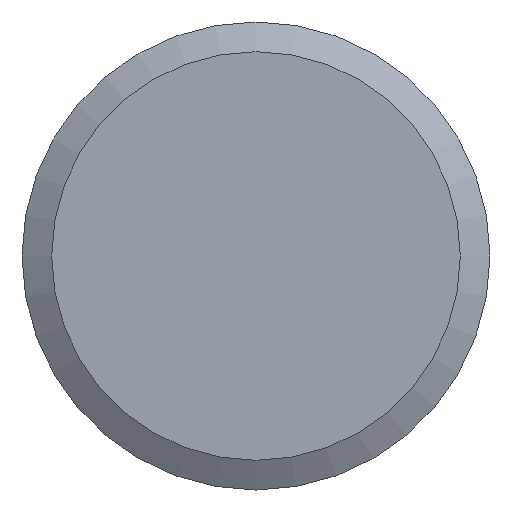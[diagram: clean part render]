
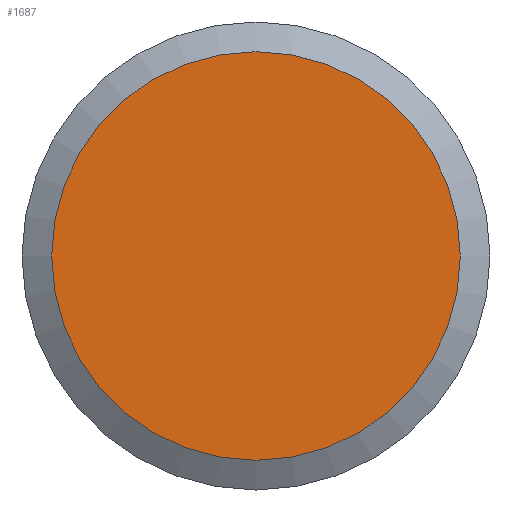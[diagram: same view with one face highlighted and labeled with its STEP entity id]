
A CAD part, front view. The second image highlights one B-rep face of the part: STEP entity #1687.
In plain terms, the highlighted planar face has unit normal (0, -1, 0).
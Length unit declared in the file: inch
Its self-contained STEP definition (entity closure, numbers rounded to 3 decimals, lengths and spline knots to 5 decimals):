
#23 = PLANE ( 'NONE',  #1969 ) ;
#43 = CARTESIAN_POINT ( 'NONE',  ( 0.57793, 0.40758, 1.73158 ) ) ;
#226 = DIRECTION ( 'NONE',  ( 0., 0., 1. ) ) ;
#593 = ORIENTED_EDGE ( 'NONE', *, *, #1771, .T. ) ;
#628 = AXIS2_PLACEMENT_3D ( 'NONE', #1005, #1201, #226 ) ;
#647 = DIRECTION ( 'NONE',  ( 0., 1., 0. ) ) ;
#813 = DIRECTION ( 'NONE',  ( 0., 0., 1. ) ) ;
#1005 = CARTESIAN_POINT ( 'NONE',  ( 0.57793, 0.40758, 1.73158 ) ) ;
#1201 = DIRECTION ( 'NONE',  ( 0., -1., 0. ) ) ;
#1205 = CIRCLE ( 'NONE', #628, 0.1375 ) ;
#1295 = FACE_OUTER_BOUND ( 'NONE', #1907, .T. ) ;
#1482 = VERTEX_POINT ( 'NONE', #1796 ) ;
#1687 = ADVANCED_FACE ( 'NONE', ( #1295 ), #23, .F. ) ;
#1771 = EDGE_CURVE ( 'NONE', #1482, #1482, #1205, .T. ) ;
#1796 = CARTESIAN_POINT ( 'NONE',  ( 0.57793, 0.40758, 1.86908 ) ) ;
#1907 = EDGE_LOOP ( 'NONE', ( #593 ) ) ;
#1969 = AXIS2_PLACEMENT_3D ( 'NONE', #43, #647, #813 ) ;
